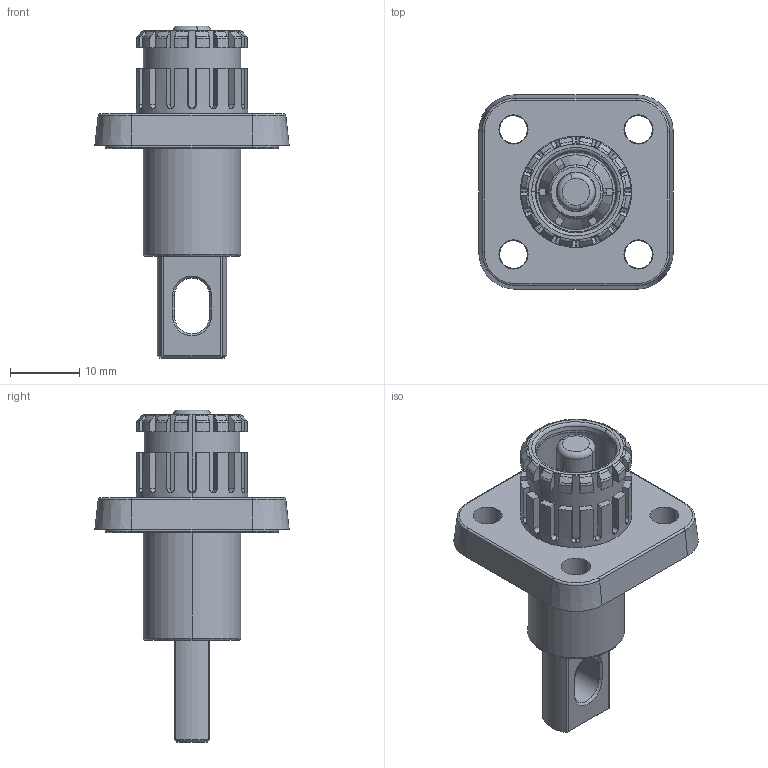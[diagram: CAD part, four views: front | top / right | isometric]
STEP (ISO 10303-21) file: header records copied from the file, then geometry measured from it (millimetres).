
FILE_DESCRIPTION(('CATIA V5 STEP Exchange','CAx-IF Rec.Pracs.--- Model Styling and Organization---1.4--- 2014-01-23'),'2;1');
FILE_NAME ('1492391-4_0', '2023-03-08T06:47:21+00:00', ('none'), ('Weidmueller'), 'CATIA Version 5-6 Release 2016 SP3 HF44', 'CATIA V5 STEP AP214', 'none');
FILE_SCHEMA(('AUTOMOTIVE_DESIGN { 1 0 10303 214 1 1 1 1 }'));
Length unit declared in the file: millimetre
Products named in the file (1): 2905330000
Bounding box: 28 x 28 x 47.8 mm (x, y, z)
Volume: 6830.7 mm3; surface area: 6412.8 mm2
Topology: 4 solids, 5 shells, 426 faces, 1156 edges, 748 vertices
Faces by surface type: plane 192, cylinder 116, torus 60, cone 58
Entity records: 13810 total; most frequent: CARTESIAN_POINT 3708, ORIENTED_EDGE 2304, DIRECTION 1689, EDGE_CURVE 1152, AXIS2_PLACEMENT_3D 799, VERTEX_POINT 748, VECTOR 504, LINE 504
